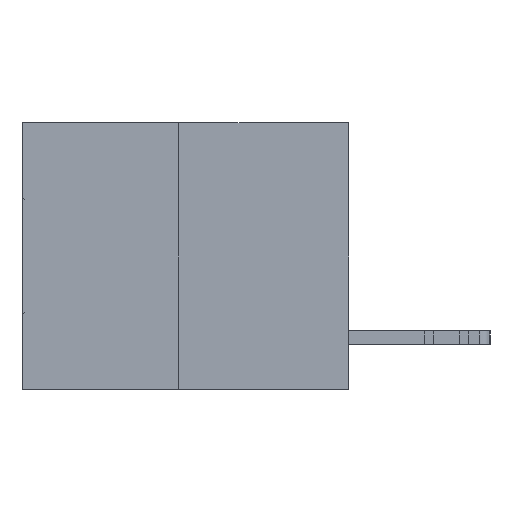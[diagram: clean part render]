
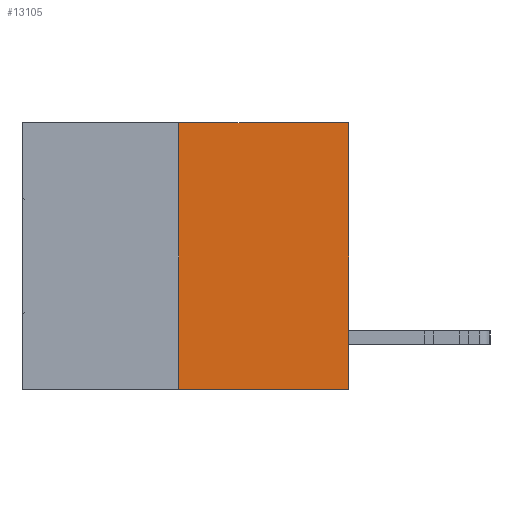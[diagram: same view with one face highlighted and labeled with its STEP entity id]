
A CAD part, left-side view. The second image highlights one B-rep face of the part: STEP entity #13105.
In plain terms, the highlighted planar face has unit normal (-1, 0, 0).
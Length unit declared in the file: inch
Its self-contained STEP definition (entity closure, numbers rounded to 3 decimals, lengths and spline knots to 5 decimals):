
#551 = ORIENTED_EDGE ( 'NONE', *, *, #28182, .T. ) ;
#2018 = CARTESIAN_POINT ( 'NONE',  ( 0., 0.6, 0. ) ) ;
#2446 = LINE ( 'NONE', #24570, #27963 ) ;
#4057 = CARTESIAN_POINT ( 'NONE',  ( 0., 0.6, -0.49 ) ) ;
#4058 = FACE_OUTER_BOUND ( 'NONE', #11833, .T. ) ;
#4576 = CARTESIAN_POINT ( 'NONE',  ( 0., 0., -0.49 ) ) ;
#6206 = DIRECTION ( 'NONE',  ( 0., 0., 1. ) ) ;
#10092 = LINE ( 'NONE', #4057, #25295 ) ;
#10117 = VERTEX_POINT ( 'NONE', #31464 ) ;
#11185 = VERTEX_POINT ( 'NONE', #4576 ) ;
#11587 = EDGE_CURVE ( 'NONE', #10117, #11185, #10092, .T. ) ;
#11689 = DIRECTION ( 'NONE',  ( 0., -1., 0. ) ) ;
#11790 = ORIENTED_EDGE ( 'NONE', *, *, #11952, .F. ) ;
#11833 = EDGE_LOOP ( 'NONE', ( #11790, #18861, #551, #17571 ) ) ;
#11952 = EDGE_CURVE ( 'NONE', #10117, #13911, #19690, .T. ) ;
#13105 = ADVANCED_FACE ( 'NONE', ( #4058 ), #30023, .F. ) ;
#13852 = LINE ( 'NONE', #31758, #22264 ) ;
#13911 = VERTEX_POINT ( 'NONE', #23241 ) ;
#14562 = VERTEX_POINT ( 'NONE', #22723 ) ;
#16612 = CARTESIAN_POINT ( 'NONE',  ( 0., 0.312, -0.49 ) ) ;
#17571 = ORIENTED_EDGE ( 'NONE', *, *, #29696, .F. ) ;
#18861 = ORIENTED_EDGE ( 'NONE', *, *, #11587, .T. ) ;
#19371 = DIRECTION ( 'NONE',  ( 0., -1., 0. ) ) ;
#19690 = LINE ( 'NONE', #16612, #26873 ) ;
#19956 = DIRECTION ( 'NONE',  ( 1., 0., 0. ) ) ;
#22264 = VECTOR ( 'NONE', #19371, 39.37008 ) ;
#22723 = CARTESIAN_POINT ( 'NONE',  ( 0., 0., 0. ) ) ;
#23241 = CARTESIAN_POINT ( 'NONE',  ( 0., 0.312, 0. ) ) ;
#24570 = CARTESIAN_POINT ( 'NONE',  ( 0., 0., 0. ) ) ;
#25295 = VECTOR ( 'NONE', #11689, 39.37008 ) ;
#26873 = VECTOR ( 'NONE', #6206, 39.37008 ) ;
#27329 = DIRECTION ( 'NONE',  ( 0., 0., -1. ) ) ;
#27963 = VECTOR ( 'NONE', #31955, 39.37008 ) ;
#28182 = EDGE_CURVE ( 'NONE', #11185, #14562, #2446, .T. ) ;
#29696 = EDGE_CURVE ( 'NONE', #13911, #14562, #13852, .T. ) ;
#30023 = PLANE ( 'NONE',  #31436 ) ;
#31436 = AXIS2_PLACEMENT_3D ( 'NONE', #2018, #19956, #27329 ) ;
#31464 = CARTESIAN_POINT ( 'NONE',  ( 0., 0.312, -0.49 ) ) ;
#31758 = CARTESIAN_POINT ( 'NONE',  ( 0., 0.6, 0. ) ) ;
#31955 = DIRECTION ( 'NONE',  ( 0., 0., 1. ) ) ;
